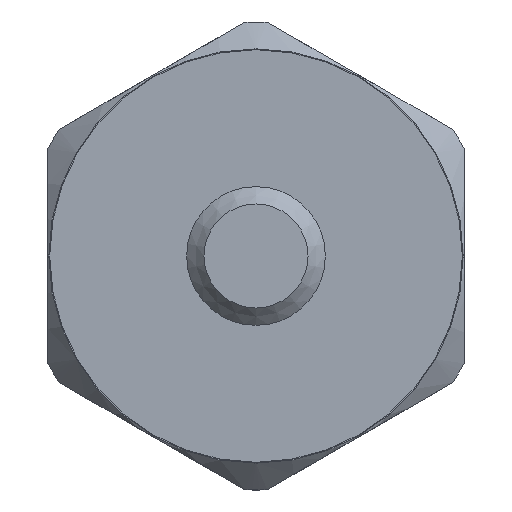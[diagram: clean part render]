
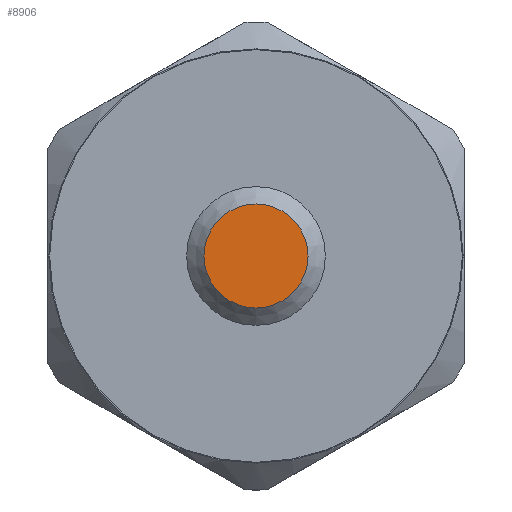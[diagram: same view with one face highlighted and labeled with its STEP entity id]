
A CAD part, front view. The second image highlights one B-rep face of the part: STEP entity #8906.
In plain terms, the highlighted planar face has unit normal (0, -1, 0).
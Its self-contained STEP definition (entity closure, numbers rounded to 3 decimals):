
#231 = CIRCLE ( 'NONE', #5715, 3. ) ;
#257 = ORIENTED_EDGE ( 'NONE', *, *, #6315, .F. ) ;
#883 = CARTESIAN_POINT ( 'NONE',  ( 4., -24.35, 0. ) ) ;
#1514 = DIRECTION ( 'NONE',  ( 0., -1., 0. ) ) ;
#1956 = DIRECTION ( 'NONE',  ( 0., 0., 1. ) ) ;
#4233 = DIRECTION ( 'NONE',  ( 0., 0., -1. ) ) ;
#5715 = AXIS2_PLACEMENT_3D ( 'NONE', #8174, #8943, #1956 ) ;
#5735 = VERTEX_POINT ( 'NONE', #6644 ) ;
#6061 = AXIS2_PLACEMENT_3D ( 'NONE', #883, #1514, #4233 ) ;
#6315 = EDGE_CURVE ( 'NONE', #5735, #5735, #231, .T. ) ;
#6644 = CARTESIAN_POINT ( 'NONE',  ( 0., -24.35, 3. ) ) ;
#6758 = EDGE_LOOP ( 'NONE', ( #257 ) ) ;
#6930 = FACE_OUTER_BOUND ( 'NONE', #6758, .T. ) ;
#7773 = PLANE ( 'NONE',  #6061 ) ;
#8174 = CARTESIAN_POINT ( 'NONE',  ( 0., -24.35, 0. ) ) ;
#8906 = ADVANCED_FACE ( 'NONE', ( #6930 ), #7773, .T. ) ;
#8943 = DIRECTION ( 'NONE',  ( 0., 1., 0. ) ) ;
